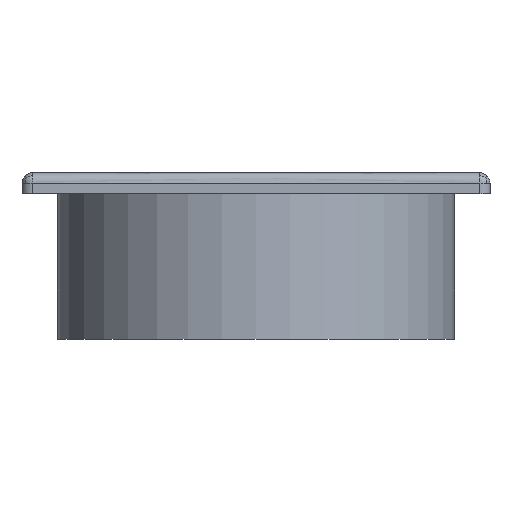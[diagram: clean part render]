
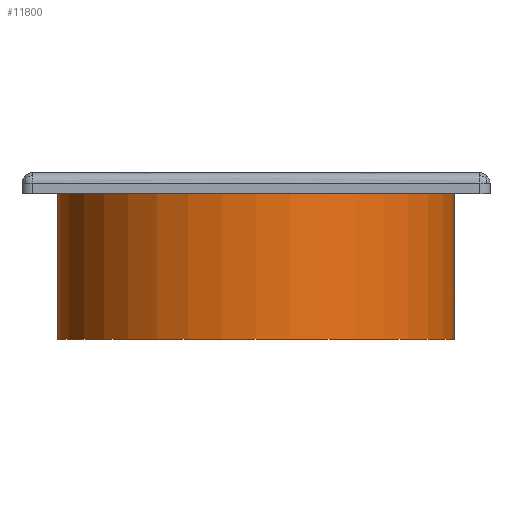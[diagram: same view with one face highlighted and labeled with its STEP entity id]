
A CAD part, front view. The second image highlights one B-rep face of the part: STEP entity #11800.
In plain terms, the highlighted cylindrical face has radius 19.1 mm (diameter 38.2 mm), a partial arc.
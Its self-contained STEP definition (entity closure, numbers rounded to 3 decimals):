
#6300=CARTESIAN_POINT('',(-19.1,-41.5,0.));
#6310=DIRECTION('',(0.,0.,-1.));
#6320=VECTOR('',#6310,1.);
#6330=LINE('',#6300,#6320);
#6340=CARTESIAN_POINT('',(-19.1,-41.5,-2.));
#6350=VERTEX_POINT('',#6340);
#6360=CARTESIAN_POINT('',(-19.1,-41.5,-16.));
#6370=VERTEX_POINT('',#6360);
#6380=EDGE_CURVE('',#6350,#6370,#6330,.T.);
#11480=CARTESIAN_POINT('',(0.,-41.5,-1.5));
#11490=DIRECTION('',(0.,0.,-1.));
#11500=DIRECTION('',(-1.,0.,0.));
#11510=AXIS2_PLACEMENT_3D('',#11480,#11490,#11500);
#11520=CYLINDRICAL_SURFACE('',#11510,19.1);
#11530=CARTESIAN_POINT('',(19.1,-41.5,0.));
#11540=DIRECTION('',(0.,0.,1.));
#11550=VECTOR('',#11540,1.);
#11560=LINE('',#11530,#11550);
#11570=CARTESIAN_POINT('',(19.1,-41.5,-16.));
#11580=VERTEX_POINT('',#11570);
#11590=CARTESIAN_POINT('',(19.1,-41.5,-2.));
#11600=VERTEX_POINT('',#11590);
#11610=EDGE_CURVE('',#11580,#11600,#11560,.T.);
#11620=ORIENTED_EDGE('',*,*,#11610,.T.);
#11630=CARTESIAN_POINT('',(0.,-41.5,-16.));
#11640=DIRECTION('',(0.,0.,-1.));
#11650=DIRECTION('',(-1.,0.,0.));
#11660=AXIS2_PLACEMENT_3D('',#11630,#11640,#11650);
#11670=CIRCLE('',#11660,19.1);
#11680=EDGE_CURVE('',#11580,#6370,#11670,.T.);
#11690=ORIENTED_EDGE('',*,*,#11680,.F.);
#11700=ORIENTED_EDGE('',*,*,#6380,.T.);
#11710=CARTESIAN_POINT('',(0.,-41.5,-2.));
#11720=DIRECTION('',(0.,0.,-1.));
#11730=DIRECTION('',(-1.,0.,0.));
#11740=AXIS2_PLACEMENT_3D('',#11710,#11720,#11730);
#11750=CIRCLE('',#11740,19.1);
#11760=EDGE_CURVE('',#11600,#6350,#11750,.T.);
#11770=ORIENTED_EDGE('',*,*,#11760,.T.);
#11780=EDGE_LOOP('',(#11770,#11700,#11690,#11620));
#11790=FACE_OUTER_BOUND('',#11780,.T.);
#11800=ADVANCED_FACE('',(#11790),#11520,.T.);
